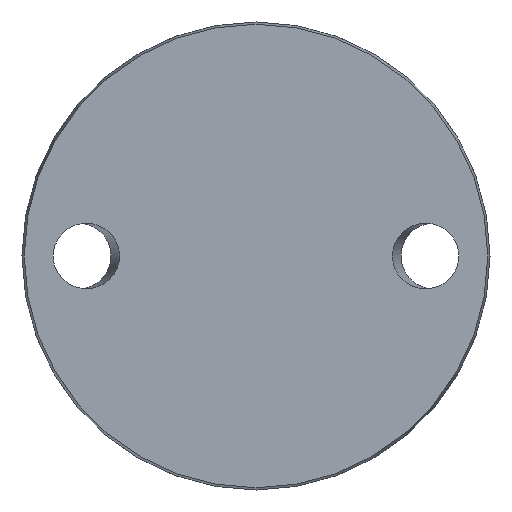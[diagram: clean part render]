
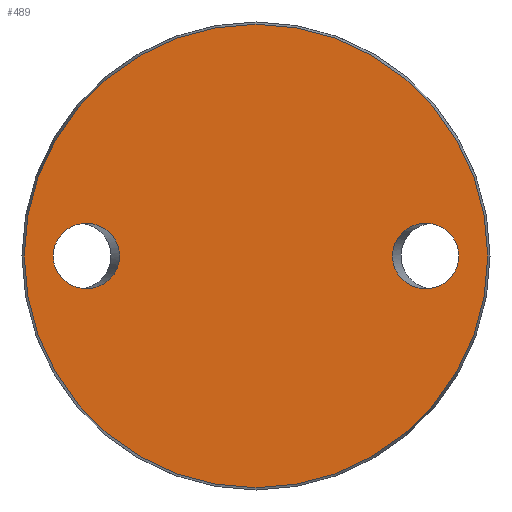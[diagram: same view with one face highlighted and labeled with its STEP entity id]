
A CAD part, front view. The second image highlights one B-rep face of the part: STEP entity #489.
In plain terms, the highlighted planar face has unit normal (0, -1, 0).
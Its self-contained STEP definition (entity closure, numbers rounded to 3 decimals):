
#13 = DIRECTION ( 'NONE',  ( 0., 0., -1. ) ) ;
#14 =( BOUNDED_CURVE ( )  B_SPLINE_CURVE ( 3, ( #116, #134, #242, #647, #767, #419, #50 ),
 .UNSPECIFIED., .T., .T. ) 
 B_SPLINE_CURVE_WITH_KNOTS ( ( 4, 3, 4 ),
 ( 0., 3.142, 6.283 ),
 .UNSPECIFIED. ) 
 CURVE ( )  GEOMETRIC_REPRESENTATION_ITEM ( )  RATIONAL_B_SPLINE_CURVE ( ( 1., 0.333, 0.333, 1., 0.333, 0.333, 1. ) ) 
 REPRESENTATION_ITEM ( '' )  );
#50 = CARTESIAN_POINT ( 'NONE',  ( -51.115, 0., 0. ) ) ;
#70 = CARTESIAN_POINT ( 'NONE',  ( 51.115, 0., 0. ) ) ;
#99 = FACE_BOUND ( 'NONE', #544, .T. ) ;
#116 = CARTESIAN_POINT ( 'NONE',  ( -51.115, 0., 0. ) ) ;
#118 = ORIENTED_EDGE ( 'NONE', *, *, #375, .T. ) ;
#128 =( BOUNDED_CURVE ( )  B_SPLINE_CURVE ( 3, ( #445, #438, #684, #620, #743, #441, #135 ),
 .UNSPECIFIED., .T., .F. ) 
 B_SPLINE_CURVE_WITH_KNOTS ( ( 4, 3, 4 ),
 ( 0., 3.142, 6.283 ),
 .UNSPECIFIED. ) 
 CURVE ( )  GEOMETRIC_REPRESENTATION_ITEM ( )  RATIONAL_B_SPLINE_CURVE ( ( 1., 0.333, 0.333, 1., 0.333, 0.333, 1. ) ) 
 REPRESENTATION_ITEM ( '' )  );
#134 = CARTESIAN_POINT ( 'NONE',  ( -51.115, 0., 16.5 ) ) ;
#135 = CARTESIAN_POINT ( 'NONE',  ( 51.115, 0., 0. ) ) ;
#188 = CARTESIAN_POINT ( 'NONE',  ( 0., 0., 0. ) ) ;
#198 = VERTEX_POINT ( 'NONE', #70 ) ;
#242 = CARTESIAN_POINT ( 'NONE',  ( -34.385, 0., 16.5 ) ) ;
#288 = AXIS2_PLACEMENT_3D ( 'NONE', #703, #395, #343 ) ;
#296 = ORIENTED_EDGE ( 'NONE', *, *, #409, .T. ) ;
#303 = CIRCLE ( 'NONE', #653, 58.425 ) ;
#343 = DIRECTION ( 'NONE',  ( 0., 0., 1. ) ) ;
#367 = CARTESIAN_POINT ( 'NONE',  ( -51.115, 0., 0. ) ) ;
#375 = EDGE_CURVE ( 'NONE', #505, #505, #303, .T. ) ;
#395 = DIRECTION ( 'NONE',  ( 0., 1., 0. ) ) ;
#409 = EDGE_CURVE ( 'NONE', #198, #198, #128, .T. ) ;
#419 = CARTESIAN_POINT ( 'NONE',  ( -51.115, 0., -16.5 ) ) ;
#438 = CARTESIAN_POINT ( 'NONE',  ( 51.115, 0., -16.5 ) ) ;
#441 = CARTESIAN_POINT ( 'NONE',  ( 51.115, 0., 16.5 ) ) ;
#445 = CARTESIAN_POINT ( 'NONE',  ( 51.115, 0., 0. ) ) ;
#489 = ADVANCED_FACE ( 'NONE', ( #768, #99, #649 ), #718, .F. ) ;
#496 = CARTESIAN_POINT ( 'NONE',  ( 0., 0., -58.425 ) ) ;
#505 = VERTEX_POINT ( 'NONE', #496 ) ;
#515 = EDGE_LOOP ( 'NONE', ( #736 ) ) ;
#544 = EDGE_LOOP ( 'NONE', ( #296 ) ) ;
#620 = CARTESIAN_POINT ( 'NONE',  ( 34.385, 0., 0. ) ) ;
#647 = CARTESIAN_POINT ( 'NONE',  ( -34.385, 0., 0. ) ) ;
#649 = FACE_OUTER_BOUND ( 'NONE', #740, .T. ) ;
#653 = AXIS2_PLACEMENT_3D ( 'NONE', #188, #747, #13 ) ;
#682 = VERTEX_POINT ( 'NONE', #367 ) ;
#684 = CARTESIAN_POINT ( 'NONE',  ( 34.385, 0., -16.5 ) ) ;
#703 = CARTESIAN_POINT ( 'NONE',  ( -58.425, 0., 0. ) ) ;
#718 = PLANE ( 'NONE',  #288 ) ;
#736 = ORIENTED_EDGE ( 'NONE', *, *, #769, .T. ) ;
#740 = EDGE_LOOP ( 'NONE', ( #118 ) ) ;
#743 = CARTESIAN_POINT ( 'NONE',  ( 34.385, 0., 16.5 ) ) ;
#747 = DIRECTION ( 'NONE',  ( 0., -1., 0. ) ) ;
#767 = CARTESIAN_POINT ( 'NONE',  ( -34.385, 0., -16.5 ) ) ;
#768 = FACE_BOUND ( 'NONE', #515, .T. ) ;
#769 = EDGE_CURVE ( 'NONE', #682, #682, #14, .T. ) ;
